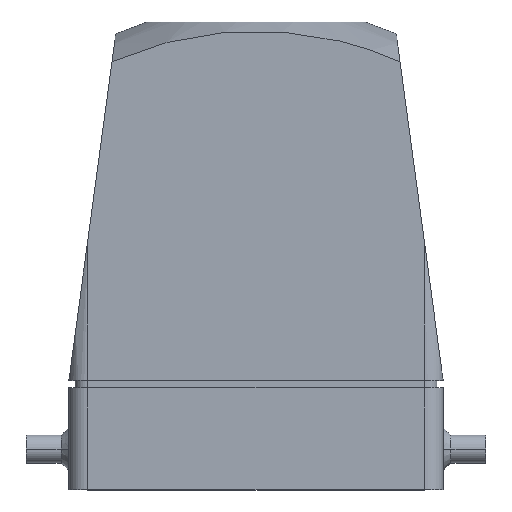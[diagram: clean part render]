
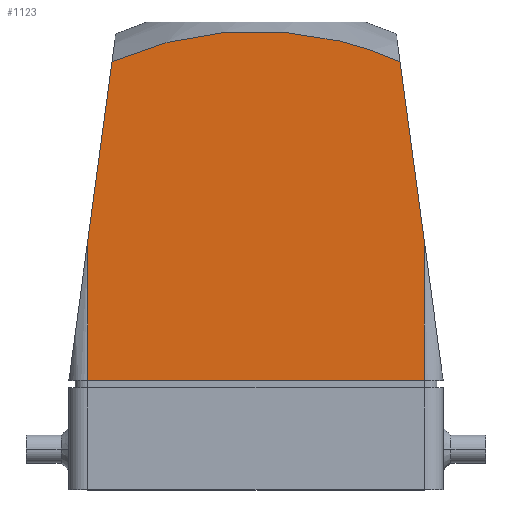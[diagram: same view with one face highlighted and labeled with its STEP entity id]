
A CAD part, top view. The second image highlights one B-rep face of the part: STEP entity #1123.
In plain terms, the highlighted planar face has unit normal (0, 0, 1).
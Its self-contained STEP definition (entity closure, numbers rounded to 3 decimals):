
#27 = EDGE_CURVE ( 'NONE', #2367, #566, #1483, .T. ) ;
#74 = CARTESIAN_POINT ( 'NONE',  ( 6.913, 68.613, 0. ) ) ;
#92 = B_SPLINE_CURVE_WITH_KNOTS ( 'NONE', 3,
 ( #328, #1004, #2715, #778, #2543, #1684, #598, #194, #1264, #1933, #2765, #2107, #173, #1708, #396, #390, #1698, #1490 ),
 .UNSPECIFIED., .F., .F.,
 ( 4, 2, 2, 2, 2, 2, 2, 2, 4 ),
 ( 0., 0.012, 0.018, 0.021, 0.024, 0.035, 0.038, 0.041, 0.047 ),
 .UNSPECIFIED. ) ;
#145 = VERTEX_POINT ( 'NONE', #543 ) ;
#168 = ORIENTED_EDGE ( 'NONE', *, *, #2069, .F. ) ;
#173 = CARTESIAN_POINT ( 'NONE',  ( 43.676, 71.859, 0. ) ) ;
#194 = CARTESIAN_POINT ( 'NONE',  ( 28.004, 73.497, 0. ) ) ;
#220 = PLANE ( 'NONE',  #1421 ) ;
#230 = DIRECTION ( 'NONE',  ( 0., 0., -1. ) ) ;
#261 = EDGE_CURVE ( 'NONE', #145, #2214, #2577, .T. ) ;
#277 = CARTESIAN_POINT ( 'NONE',  ( 53.087, 68.613, 0. ) ) ;
#328 = CARTESIAN_POINT ( 'NONE',  ( 6.913, 68.613, 0. ) ) ;
#390 = CARTESIAN_POINT ( 'NONE',  ( 49.403, 70.139, 0. ) ) ;
#396 = CARTESIAN_POINT ( 'NONE',  ( 46.561, 71.061, 0. ) ) ;
#434 = CARTESIAN_POINT ( 'NONE',  ( 3., 65.55, 0. ) ) ;
#534 = VERTEX_POINT ( 'NONE', #277 ) ;
#543 = CARTESIAN_POINT ( 'NONE',  ( 57., 39.709, 0. ) ) ;
#555 = DIRECTION ( 'NONE',  ( 0., 1., 0. ) ) ;
#566 = VERTEX_POINT ( 'NONE', #74 ) ;
#598 = CARTESIAN_POINT ( 'NONE',  ( 26.019, 73.392, 0. ) ) ;
#720 = VECTOR ( 'NONE', #1438, 1000. ) ;
#755 = LINE ( 'NONE', #821, #1775 ) ;
#769 = ORIENTED_EDGE ( 'NONE', *, *, #1914, .F. ) ;
#774 = VECTOR ( 'NONE', #1622, 1000. ) ;
#778 = CARTESIAN_POINT ( 'NONE',  ( 20.099, 72.687, 0. ) ) ;
#821 = CARTESIAN_POINT ( 'NONE',  ( 60., 17.55, 0. ) ) ;
#855 = DIRECTION ( 'NONE',  ( -1., 0., 0. ) ) ;
#979 = LINE ( 'NONE', #1846, #774 ) ;
#986 = CARTESIAN_POINT ( 'NONE',  ( 3., 17.55, 0. ) ) ;
#1004 = CARTESIAN_POINT ( 'NONE',  ( 10.562, 70.239, 0. ) ) ;
#1123 = ADVANCED_FACE ( 'NONE', ( #1450 ), #220, .F. ) ;
#1146 = LINE ( 'NONE', #1649, #2749 ) ;
#1171 = CARTESIAN_POINT ( 'NONE',  ( 3., 39.709, 0. ) ) ;
#1264 = CARTESIAN_POINT ( 'NONE',  ( 28.995, 73.523, 0. ) ) ;
#1352 = ORIENTED_EDGE ( 'NONE', *, *, #1516, .T. ) ;
#1364 = DIRECTION ( 'NONE',  ( 0.134, 0.991, 0. ) ) ;
#1421 = AXIS2_PLACEMENT_3D ( 'NONE', #434, #230, #855 ) ;
#1438 = DIRECTION ( 'NONE',  ( 0., -1., 0. ) ) ;
#1450 = FACE_OUTER_BOUND ( 'NONE', #2743, .T. ) ;
#1467 = VERTEX_POINT ( 'NONE', #986 ) ;
#1483 = LINE ( 'NONE', #1171, #2110 ) ;
#1487 = EDGE_CURVE ( 'NONE', #566, #534, #92, .T. ) ;
#1490 = CARTESIAN_POINT ( 'NONE',  ( 53.087, 68.613, 0. ) ) ;
#1516 = EDGE_CURVE ( 'NONE', #145, #534, #755, .T. ) ;
#1622 = DIRECTION ( 'NONE',  ( -1., 0., 0. ) ) ;
#1649 = CARTESIAN_POINT ( 'NONE',  ( 3., 65.55, 0. ) ) ;
#1684 = CARTESIAN_POINT ( 'NONE',  ( 25.021, 73.313, 0. ) ) ;
#1698 = CARTESIAN_POINT ( 'NONE',  ( 51.262, 69.426, 0. ) ) ;
#1708 = CARTESIAN_POINT ( 'NONE',  ( 45.606, 71.344, 0. ) ) ;
#1775 = VECTOR ( 'NONE', #2137, 1000. ) ;
#1791 = ORIENTED_EDGE ( 'NONE', *, *, #27, .F. ) ;
#1846 = CARTESIAN_POINT ( 'NONE',  ( 3., 17.55, 0. ) ) ;
#1914 = EDGE_CURVE ( 'NONE', #2214, #1467, #979, .T. ) ;
#1933 = CARTESIAN_POINT ( 'NONE',  ( 33.937, 73.524, 0. ) ) ;
#1946 = CARTESIAN_POINT ( 'NONE',  ( 57., 17.55, 0. ) ) ;
#2069 = EDGE_CURVE ( 'NONE', #1467, #2367, #1146, .T. ) ;
#2107 = CARTESIAN_POINT ( 'NONE',  ( 42.707, 72.091, 0. ) ) ;
#2110 = VECTOR ( 'NONE', #1364, 1000. ) ;
#2137 = DIRECTION ( 'NONE',  ( -0.134, 0.991, 0. ) ) ;
#2214 = VERTEX_POINT ( 'NONE', #1946 ) ;
#2245 = CARTESIAN_POINT ( 'NONE',  ( 3., 39.709, 0. ) ) ;
#2367 = VERTEX_POINT ( 'NONE', #2245 ) ;
#2454 = ORIENTED_EDGE ( 'NONE', *, *, #261, .F. ) ;
#2509 = CARTESIAN_POINT ( 'NONE',  ( 57., 65.55, 0. ) ) ;
#2543 = CARTESIAN_POINT ( 'NONE',  ( 22.052, 72.999, 0. ) ) ;
#2577 = LINE ( 'NONE', #2509, #720 ) ;
#2585 = ORIENTED_EDGE ( 'NONE', *, *, #1487, .F. ) ;
#2715 = CARTESIAN_POINT ( 'NONE',  ( 14.317, 71.454, 0. ) ) ;
#2743 = EDGE_LOOP ( 'NONE', ( #1791, #168, #769, #2454, #1352, #2585 ) ) ;
#2749 = VECTOR ( 'NONE', #555, 1000. ) ;
#2765 = CARTESIAN_POINT ( 'NONE',  ( 37.855, 73.117, 0. ) ) ;
